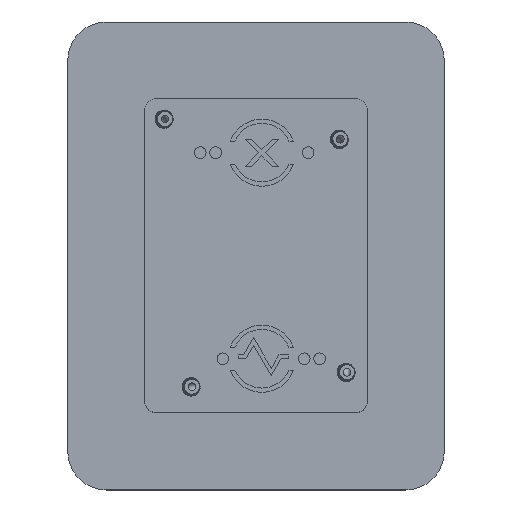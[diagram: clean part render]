
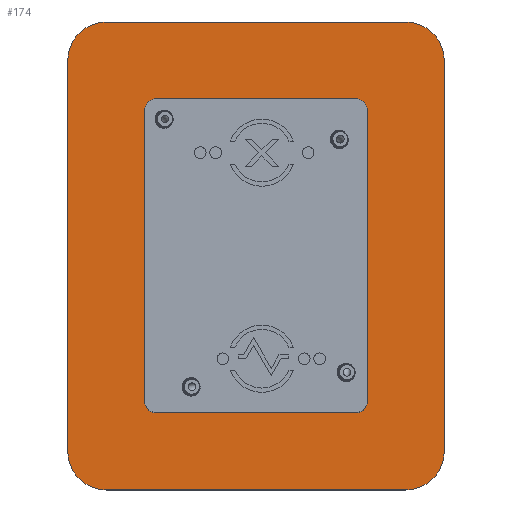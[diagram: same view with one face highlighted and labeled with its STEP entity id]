
A CAD part, top view. The second image highlights one B-rep face of the part: STEP entity #174.
In plain terms, the highlighted planar face has unit normal (0, 0, 1).
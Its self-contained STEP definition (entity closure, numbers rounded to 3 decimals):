
#32 = VERTEX_POINT('',#33);
#33 = CARTESIAN_POINT('',(-25.25,-24.,-34.));
#39 = EDGE_CURVE('',#32,#40,#42,.T.);
#40 = VERTEX_POINT('',#41);
#41 = CARTESIAN_POINT('',(-25.25,77.5,-34.));
#42 = LINE('',#43,#44);
#43 = CARTESIAN_POINT('',(-25.25,-34.,-34.));
#44 = VECTOR('',#45,1.);
#45 = DIRECTION('',(0.,1.,0.));
#130 = VERTEX_POINT('',#131);
#131 = CARTESIAN_POINT('',(-15.25,-34.,-34.));
#137 = EDGE_CURVE('',#32,#130,#138,.T.);
#138 = CIRCLE('',#139,10.);
#139 = AXIS2_PLACEMENT_3D('',#140,#141,#142);
#140 = CARTESIAN_POINT('',(-15.25,-24.,-34.));
#141 = DIRECTION('',(-0.,0.,1.));
#142 = DIRECTION('',(0.,-1.,0.));
#155 = VERTEX_POINT('',#156);
#156 = CARTESIAN_POINT('',(-15.25,87.5,-34.));
#162 = EDGE_CURVE('',#40,#155,#163,.T.);
#163 = CIRCLE('',#164,10.);
#164 = AXIS2_PLACEMENT_3D('',#165,#166,#167);
#165 = CARTESIAN_POINT('',(-15.25,77.5,-34.));
#166 = DIRECTION('',(-0.,-0.,-1.));
#167 = DIRECTION('',(0.,-1.,0.));
#174 = ADVANCED_FACE('',(#175,#220),#290,.T.);
#175 = FACE_BOUND('',#176,.T.);
#176 = EDGE_LOOP('',(#177,#178,#179,#187,#196,#204,#213,#219));
#177 = ORIENTED_EDGE('',*,*,#39,.F.);
#178 = ORIENTED_EDGE('',*,*,#137,.T.);
#179 = ORIENTED_EDGE('',*,*,#180,.F.);
#180 = EDGE_CURVE('',#181,#130,#183,.T.);
#181 = VERTEX_POINT('',#182);
#182 = CARTESIAN_POINT('',(62.5,-34.,-34.));
#183 = LINE('',#184,#185);
#184 = CARTESIAN_POINT('',(72.5,-34.,-34.));
#185 = VECTOR('',#186,1.);
#186 = DIRECTION('',(-1.,-0.,0.));
#187 = ORIENTED_EDGE('',*,*,#188,.T.);
#188 = EDGE_CURVE('',#181,#189,#191,.T.);
#189 = VERTEX_POINT('',#190);
#190 = CARTESIAN_POINT('',(72.5,-24.,-34.));
#191 = CIRCLE('',#192,10.);
#192 = AXIS2_PLACEMENT_3D('',#193,#194,#195);
#193 = CARTESIAN_POINT('',(62.5,-24.,-34.));
#194 = DIRECTION('',(-0.,0.,1.));
#195 = DIRECTION('',(0.,-1.,0.));
#196 = ORIENTED_EDGE('',*,*,#197,.F.);
#197 = EDGE_CURVE('',#198,#189,#200,.T.);
#198 = VERTEX_POINT('',#199);
#199 = CARTESIAN_POINT('',(72.5,77.5,-34.));
#200 = LINE('',#201,#202);
#201 = CARTESIAN_POINT('',(72.5,87.5,-34.));
#202 = VECTOR('',#203,1.);
#203 = DIRECTION('',(0.,-1.,0.));
#204 = ORIENTED_EDGE('',*,*,#205,.F.);
#205 = EDGE_CURVE('',#206,#198,#208,.T.);
#206 = VERTEX_POINT('',#207);
#207 = CARTESIAN_POINT('',(62.5,87.5,-34.));
#208 = CIRCLE('',#209,10.);
#209 = AXIS2_PLACEMENT_3D('',#210,#211,#212);
#210 = CARTESIAN_POINT('',(62.5,77.5,-34.));
#211 = DIRECTION('',(-0.,-0.,-1.));
#212 = DIRECTION('',(0.,-1.,0.));
#213 = ORIENTED_EDGE('',*,*,#214,.F.);
#214 = EDGE_CURVE('',#155,#206,#215,.T.);
#215 = LINE('',#216,#217);
#216 = CARTESIAN_POINT('',(-25.25,87.5,-34.));
#217 = VECTOR('',#218,1.);
#218 = DIRECTION('',(1.,0.,0.));
#219 = ORIENTED_EDGE('',*,*,#162,.F.);
#220 = FACE_BOUND('',#221,.T.);
#221 = EDGE_LOOP('',(#222,#233,#241,#250,#258,#267,#275,#284));
#222 = ORIENTED_EDGE('',*,*,#223,.T.);
#223 = EDGE_CURVE('',#224,#226,#228,.T.);
#224 = VERTEX_POINT('',#225);
#225 = CARTESIAN_POINT('',(-5.25,64.5,-34.));
#226 = VERTEX_POINT('',#227);
#227 = CARTESIAN_POINT('',(-2.25,67.5,-34.));
#228 = CIRCLE('',#229,3.);
#229 = AXIS2_PLACEMENT_3D('',#230,#231,#232);
#230 = CARTESIAN_POINT('',(-2.25,64.5,-34.));
#231 = DIRECTION('',(0.,0.,-1.));
#232 = DIRECTION('',(0.,1.,0.));
#233 = ORIENTED_EDGE('',*,*,#234,.T.);
#234 = EDGE_CURVE('',#226,#235,#237,.T.);
#235 = VERTEX_POINT('',#236);
#236 = CARTESIAN_POINT('',(49.5,67.5,-34.));
#237 = LINE('',#238,#239);
#238 = CARTESIAN_POINT('',(23.625,67.5,-34.));
#239 = VECTOR('',#240,1.);
#240 = DIRECTION('',(1.,0.,0.));
#241 = ORIENTED_EDGE('',*,*,#242,.F.);
#242 = EDGE_CURVE('',#243,#235,#245,.T.);
#243 = VERTEX_POINT('',#244);
#244 = CARTESIAN_POINT('',(52.5,64.5,-34.));
#245 = CIRCLE('',#246,3.);
#246 = AXIS2_PLACEMENT_3D('',#247,#248,#249);
#247 = CARTESIAN_POINT('',(49.5,64.5,-34.));
#248 = DIRECTION('',(0.,0.,1.));
#249 = DIRECTION('',(0.,1.,0.));
#250 = ORIENTED_EDGE('',*,*,#251,.T.);
#251 = EDGE_CURVE('',#243,#252,#254,.T.);
#252 = VERTEX_POINT('',#253);
#253 = CARTESIAN_POINT('',(52.5,-11.,-34.));
#254 = LINE('',#255,#256);
#255 = CARTESIAN_POINT('',(52.5,26.75,-34.));
#256 = VECTOR('',#257,1.);
#257 = DIRECTION('',(0.,-1.,0.));
#258 = ORIENTED_EDGE('',*,*,#259,.T.);
#259 = EDGE_CURVE('',#252,#260,#262,.T.);
#260 = VERTEX_POINT('',#261);
#261 = CARTESIAN_POINT('',(49.5,-14.,-34.));
#262 = CIRCLE('',#263,3.);
#263 = AXIS2_PLACEMENT_3D('',#264,#265,#266);
#264 = CARTESIAN_POINT('',(49.5,-11.,-34.));
#265 = DIRECTION('',(0.,0.,-1.));
#266 = DIRECTION('',(1.,0.,0.));
#267 = ORIENTED_EDGE('',*,*,#268,.F.);
#268 = EDGE_CURVE('',#269,#260,#271,.T.);
#269 = VERTEX_POINT('',#270);
#270 = CARTESIAN_POINT('',(-2.25,-14.,-34.));
#271 = LINE('',#272,#273);
#272 = CARTESIAN_POINT('',(23.625,-14.,-34.));
#273 = VECTOR('',#274,1.);
#274 = DIRECTION('',(1.,0.,0.));
#275 = ORIENTED_EDGE('',*,*,#276,.F.);
#276 = EDGE_CURVE('',#277,#269,#279,.T.);
#277 = VERTEX_POINT('',#278);
#278 = CARTESIAN_POINT('',(-5.25,-11.,-34.));
#279 = CIRCLE('',#280,3.);
#280 = AXIS2_PLACEMENT_3D('',#281,#282,#283);
#281 = CARTESIAN_POINT('',(-2.25,-11.,-34.));
#282 = DIRECTION('',(0.,0.,1.));
#283 = DIRECTION('',(-1.,0.,0.));
#284 = ORIENTED_EDGE('',*,*,#285,.T.);
#285 = EDGE_CURVE('',#277,#224,#286,.T.);
#286 = LINE('',#287,#288);
#287 = CARTESIAN_POINT('',(-5.25,26.75,-34.));
#288 = VECTOR('',#289,1.);
#289 = DIRECTION('',(0.,1.,0.));
#290 = PLANE('',#291);
#291 = AXIS2_PLACEMENT_3D('',#292,#293,#294);
#292 = CARTESIAN_POINT('',(23.625,26.75,-34.));
#293 = DIRECTION('',(0.,0.,1.));
#294 = DIRECTION('',(1.,0.,0.));
